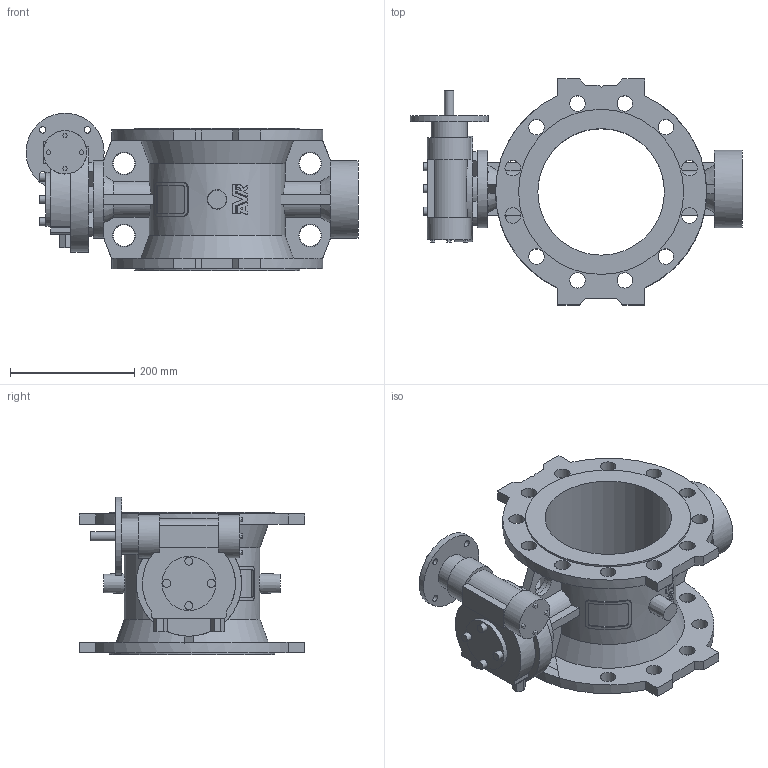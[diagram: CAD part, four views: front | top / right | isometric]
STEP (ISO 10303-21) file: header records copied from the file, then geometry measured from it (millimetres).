
FILE_DESCRIPTION (( 'STEP AP203' ), '1' );
FILE_NAME ('O_756_102_DN200_1XX_AA0_step.step', '2016-03-09T10:42:58', ( 'Windows User' ), ( 'AVK' ), 'SwSTEP 2.0', 'SolidWorks 2012', '' );
FILE_SCHEMA (( 'CONFIG_CONTROL_DESIGN' ));
Length unit declared in the file: millimetre
Products named in the file (1): O_756_102_DN200_1XX_AA0_step
Bounding box: 535 x 364 x 254 mm (x, y, z)
Volume: 6792391.3 mm3; surface area: 807793.5 mm2
Topology: 1 solids, 1 shells, 436 faces, 1209 edges, 802 vertices
Faces by surface type: plane 238, cylinder 90, bspline 86, cone 22
Full cylindrical faces by diameter (mm): 10.5 x4, 13 x4, 15 x1, 25 x23, 58 x1, 70 x2, 87 x1, 125 x2, 126 x1, 170 x1, 204 x1, 266 x2
Entity records: 18436 total; most frequent: CARTESIAN_POINT 7977, ORIENTED_EDGE 2288, DIRECTION 1788, EDGE_CURVE 1144, VERTEX_POINT 790, LINE 620, VECTOR 620, AXIS2_PLACEMENT_3D 584
